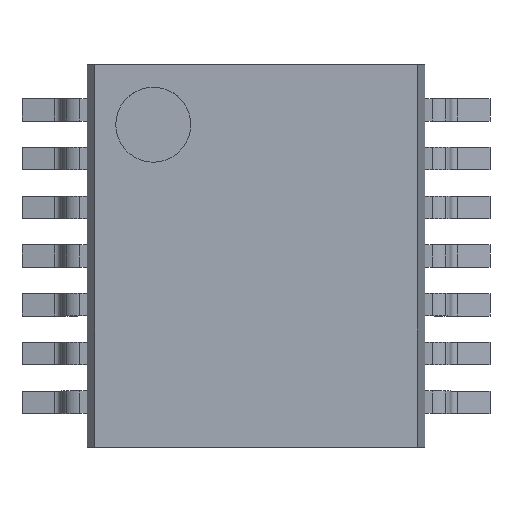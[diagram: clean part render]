
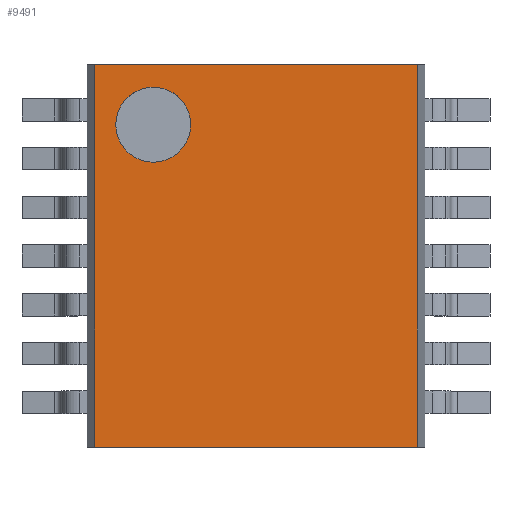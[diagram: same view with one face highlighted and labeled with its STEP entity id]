
A CAD part, top view. The second image highlights one B-rep face of the part: STEP entity #9491.
In plain terms, the highlighted planar face has unit normal (0, 0, 1).
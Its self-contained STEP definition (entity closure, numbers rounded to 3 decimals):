
#9139=CARTESIAN_POINT('',(-0.871,1.75,1.2));
#9140=VERTEX_POINT('',#9139);
#9156=CARTESIAN_POINT('',(-1.871,1.75,1.2));
#9157=VERTEX_POINT('',#9156);
#9164=CARTESIAN_POINT('',(-1.371,1.75,1.2));
#9165=DIRECTION('',(0.0,0.0,-1.0));
#9166=DIRECTION('',(1.0,0.0,0.0));
#9167=AXIS2_PLACEMENT_3D('',#9164,#9165,#9166);
#9168=CIRCLE('',#9167,0.5);
#9169=EDGE_CURVE('',#9140,#9157,#9168,.T.);
#9180=CARTESIAN_POINT('',(-1.371,1.75,1.2));
#9181=DIRECTION('',(0.0,0.0,-1.0));
#9182=DIRECTION('',(1.0,0.0,0.0));
#9183=AXIS2_PLACEMENT_3D('',#9180,#9181,#9182);
#9184=CIRCLE('',#9183,0.5);
#9185=EDGE_CURVE('',#9157,#9140,#9184,.T.);
#9215=CARTESIAN_POINT('',(2.153,2.55,1.2));
#9216=VERTEX_POINT('',#9215);
#9223=CARTESIAN_POINT('',(2.153,-2.55,1.2));
#9224=VERTEX_POINT('',#9223);
#9225=CARTESIAN_POINT('',(2.153,-2.55,1.2));
#9226=DIRECTION('',(0.0,1.0,0.0));
#9227=VECTOR('',#9226,5.1);
#9228=LINE('',#9225,#9227);
#9229=EDGE_CURVE('',#9224,#9216,#9228,.T.);
#9270=CARTESIAN_POINT('',(-2.153,-2.55,1.2));
#9271=VERTEX_POINT('',#9270);
#9272=CARTESIAN_POINT('',(2.153,-2.55,1.2));
#9273=DIRECTION('',(-1.0,0.0,0.0));
#9274=VECTOR('',#9273,4.306);
#9275=LINE('',#9272,#9274);
#9276=EDGE_CURVE('',#9224,#9271,#9275,.T.);
#9316=CARTESIAN_POINT('',(-2.153,2.55,1.2));
#9317=VERTEX_POINT('',#9316);
#9333=CARTESIAN_POINT('',(-2.153,2.55,1.2));
#9334=DIRECTION('',(0.0,-1.0,0.0));
#9335=VECTOR('',#9334,5.1);
#9336=LINE('',#9333,#9335);
#9337=EDGE_CURVE('',#9271,#9317,#9336,.F.);
#9386=CARTESIAN_POINT('',(2.153,2.55,1.2));
#9387=DIRECTION('',(-1.0,0.0,0.0));
#9388=VECTOR('',#9387,4.306);
#9389=LINE('',#9386,#9388);
#9390=EDGE_CURVE('',#9216,#9317,#9389,.T.);
#9476=CARTESIAN_POINT('',(2.171,-5.35,1.2));
#9477=DIRECTION('',(0.0,0.0,1.0));
#9478=DIRECTION('',(0.0,-1.0,0.0));
#9479=AXIS2_PLACEMENT_3D('',#9476,#9477,#9478);
#9480=PLANE('',#9479);
#9481=ORIENTED_EDGE('',*,*,#9390,.T.);
#9482=ORIENTED_EDGE('',*,*,#9337,.F.);
#9483=ORIENTED_EDGE('',*,*,#9276,.F.);
#9484=ORIENTED_EDGE('',*,*,#9229,.T.);
#9485=EDGE_LOOP('',(#9481,#9482,#9483,#9484));
#9486=FACE_OUTER_BOUND('',#9485,.T.);
#9487=ORIENTED_EDGE('',*,*,#9169,.T.);
#9488=ORIENTED_EDGE('',*,*,#9185,.T.);
#9489=EDGE_LOOP('',(#9487,#9488));
#9490=FACE_BOUND('',#9489,.T.);
#9491=ADVANCED_FACE('',(#9486,#9490),#9480,.T.);
